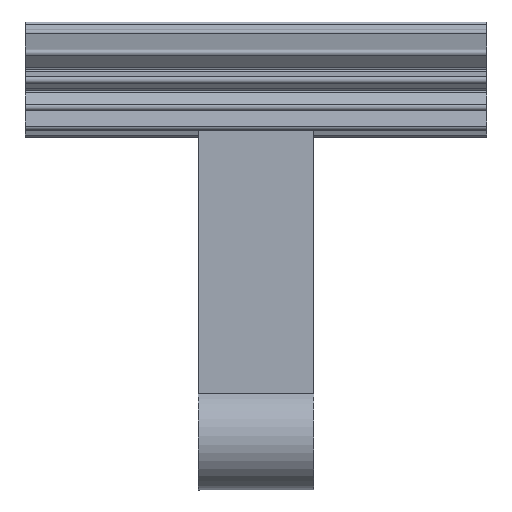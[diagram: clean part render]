
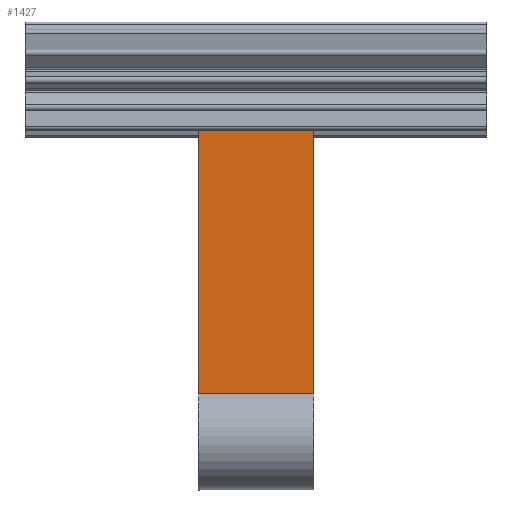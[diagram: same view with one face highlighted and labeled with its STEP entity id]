
A CAD part, front view. The second image highlights one B-rep face of the part: STEP entity #1427.
In plain terms, the highlighted planar face has unit normal (0, -1, 0).
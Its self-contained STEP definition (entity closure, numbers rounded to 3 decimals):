
#142=FACE_OUTER_BOUND('',#215,.T.);
#215=EDGE_LOOP('',(#943,#944,#945,#946));
#290=LINE('',#2142,#429);
#291=LINE('',#2144,#430);
#292=LINE('',#2146,#431);
#293=LINE('',#2147,#432);
#429=VECTOR('',#1683,10.);
#430=VECTOR('',#1684,10.);
#431=VECTOR('',#1685,10.);
#432=VECTOR('',#1686,10.);
#568=VERTEX_POINT('',#2140);
#569=VERTEX_POINT('',#2141);
#570=VERTEX_POINT('',#2143);
#571=VERTEX_POINT('',#2145);
#718=EDGE_CURVE('',#568,#569,#290,.T.);
#719=EDGE_CURVE('',#570,#568,#291,.T.);
#720=EDGE_CURVE('',#571,#570,#292,.T.);
#721=EDGE_CURVE('',#569,#571,#293,.T.);
#943=ORIENTED_EDGE('',*,*,#718,.F.);
#944=ORIENTED_EDGE('',*,*,#719,.F.);
#945=ORIENTED_EDGE('',*,*,#720,.F.);
#946=ORIENTED_EDGE('',*,*,#721,.F.);
#1393=PLANE('',#1520);
#1427=ADVANCED_FACE('',(#142),#1393,.T.);
#1520=AXIS2_PLACEMENT_3D('',#2139,#1681,#1682);
#1681=DIRECTION('center_axis',(0.,-1.,0.));
#1682=DIRECTION('ref_axis',(0.,0.,-1.));
#1683=DIRECTION('',(1.,0.,0.));
#1684=DIRECTION('',(0.,0.,1.));
#1685=DIRECTION('',(-1.,0.,0.));
#1686=DIRECTION('',(0.,0.,-1.));
#2139=CARTESIAN_POINT('Origin',(-11.122,-1.796,-0.612));
#2140=CARTESIAN_POINT('',(-16.122,-1.796,-1.438));
#2141=CARTESIAN_POINT('',(-6.122,-1.796,-1.438));
#2142=CARTESIAN_POINT('',(-11.122,-1.796,-1.438));
#2143=CARTESIAN_POINT('',(-16.122,-1.796,-24.435));
#2144=CARTESIAN_POINT('',(-16.122,-1.796,-0.612));
#2145=CARTESIAN_POINT('',(-6.122,-1.796,-24.435));
#2146=CARTESIAN_POINT('',(-11.122,-1.796,-24.435));
#2147=CARTESIAN_POINT('',(-6.122,-1.796,-0.612));
